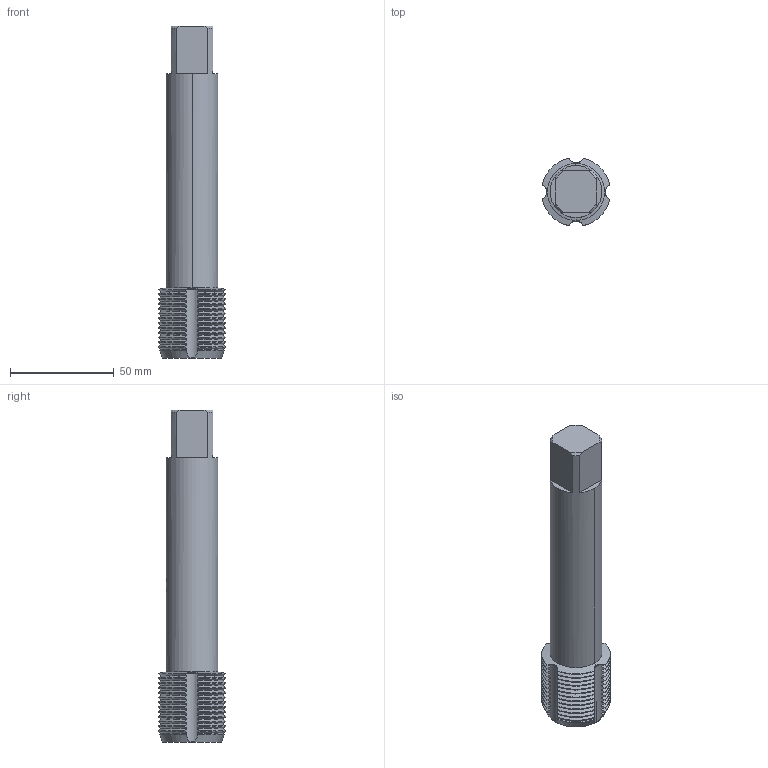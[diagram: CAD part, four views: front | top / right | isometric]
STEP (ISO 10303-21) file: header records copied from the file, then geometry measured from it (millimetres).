
FILE_DESCRIPTION(('no description'),'unknown implementation level');
FILE_NAME('solidrFd1B7lSRv9A_76Mm8pM2H4HM4I_1.STP',' ',('CIM GmbH Aachen'),('CADClick - KiM GmbH - www.kimweb.de'),'unknown preprocess','ACIS','unknown authorization');
FILE_SCHEMA(('automotive_design'));
Length unit declared in the file: millimetre
Products named in the file (2): 1; 2
Bounding box: 32.48 x 32.48 x 160 mm (x, y, z)
Volume: 85002.1 mm3; surface area: 22565.9 mm2
Topology: 2 solids, 2 shells, 269 faces, 787 edges, 522 vertices
Faces by surface type: cone 122, cylinder 122, plane 17, torus 8
Entity records: 26428 total; most frequent: CARTESIAN_POINT 10799, STYLED_ITEM 1580, PRESENTATION_STYLE_ASSIGNMENT 1580, COLOUR_RGB 1580, ORIENTED_EDGE 1574, DIRECTION 1343, EDGE_CURVE 787, CURVE_STYLE 787
